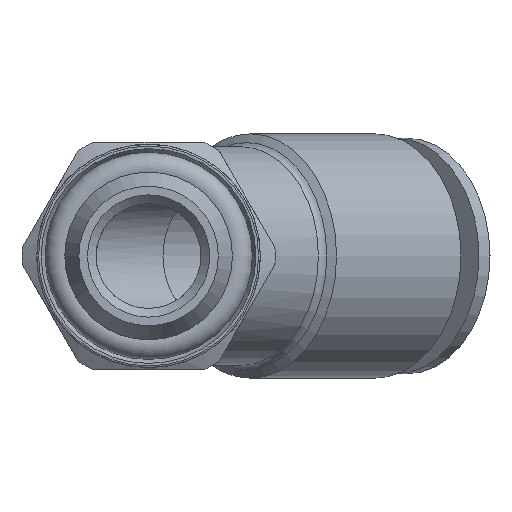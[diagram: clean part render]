
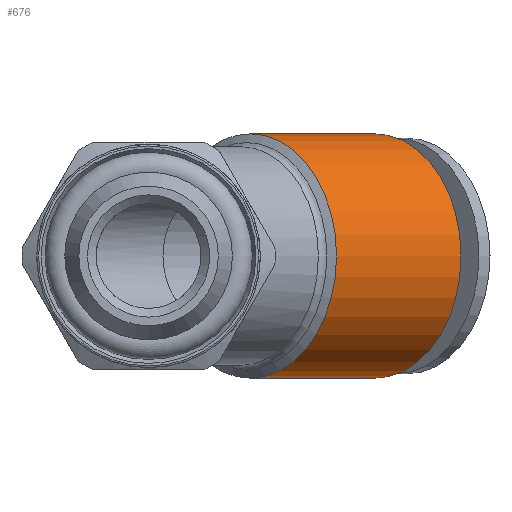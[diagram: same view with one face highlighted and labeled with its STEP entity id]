
A CAD part, front view. The second image highlights one B-rep face of the part: STEP entity #676.
In plain terms, the highlighted cylindrical face has radius 7 mm (diameter 14 mm), a full revolution.
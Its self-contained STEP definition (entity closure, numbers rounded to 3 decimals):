
#83=CYLINDRICAL_SURFACE('',#779,7.);
#125=ORIENTED_EDGE('',*,*,#264,.T.);
#126=ORIENTED_EDGE('',*,*,#282,.T.);
#264=EDGE_CURVE('',#507,#507,#345,.T.);
#282=EDGE_CURVE('',#525,#525,#363,.T.);
#345=CIRCLE('',#750,7.);
#363=CIRCLE('',#780,7.);
#414=EDGE_LOOP('',(#125));
#415=EDGE_LOOP('',(#126));
#507=VERTEX_POINT('',#1066);
#525=VERTEX_POINT('',#1114);
#598=FACE_BOUND('',#414,.T.);
#599=FACE_BOUND('',#415,.T.);
#676=ADVANCED_FACE('',(#598,#599),#83,.T.);
#750=AXIS2_PLACEMENT_3D('',#1065,#860,#861);
#779=AXIS2_PLACEMENT_3D('',#1112,#918,#919);
#780=AXIS2_PLACEMENT_3D('',#1113,#920,#921);
#860=DIRECTION('',(-0.707,-0.707,0.));
#861=DIRECTION('',(0.707,-0.707,0.));
#918=DIRECTION('',(0.707,0.707,0.));
#919=DIRECTION('',(0.707,-0.707,0.));
#920=DIRECTION('',(0.707,0.707,0.));
#921=DIRECTION('',(-0.707,0.707,0.));
#1065=CARTESIAN_POINT('',(12.94,12.94,0.));
#1066=CARTESIAN_POINT('',(17.89,7.99,0.));
#1112=CARTESIAN_POINT('',(-0.698,-0.698,0.));
#1113=CARTESIAN_POINT('',(5.814,5.814,0.));
#1114=CARTESIAN_POINT('',(0.864,10.763,0.));
